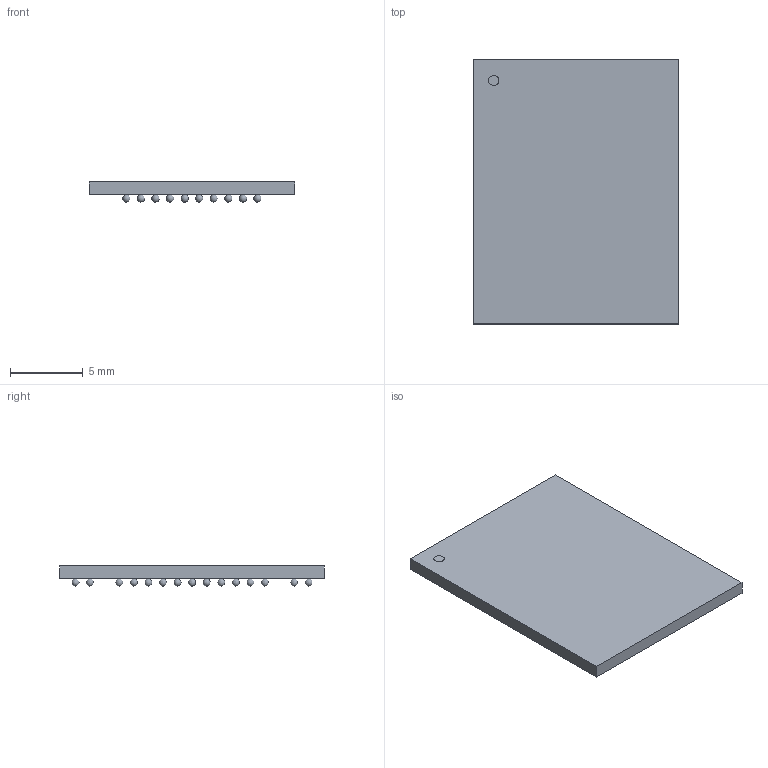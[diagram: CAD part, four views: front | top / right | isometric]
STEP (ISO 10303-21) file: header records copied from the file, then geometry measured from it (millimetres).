
FILE_DESCRIPTION(('STEP AP214'),'1');
FILE_NAME('FBGA100_Q__ISI','2025-12-24T08:04:47',(''),(''),'','','');
FILE_SCHEMA(('AUTOMOTIVE_DESIGN'));
Length unit declared in the file: millimetre
Products named in the file (1): product
Bounding box: 14.1 x 18.11 x 1.4 mm (x, y, z)
Volume: 234.1 mm3; surface area: 649.7 mm2
Topology: 102 solids, 102 shells, 109 faces, 315 edges, 210 vertices
Faces by surface type: sphere 100, plane 8, cylinder 1
Full cylindrical faces by diameter (mm): 0.705 x1
Entity records: 1273 total; most frequent: DIRECTION 238, CARTESIAN_POINT 123, AXIS2_PLACEMENT_3D 113, STYLED_ITEM 109, ADVANCED_FACE 109, MANIFOLD_SOLID_BREP 102, CLOSED_SHELL 102, SPHERICAL_SURFACE 100
